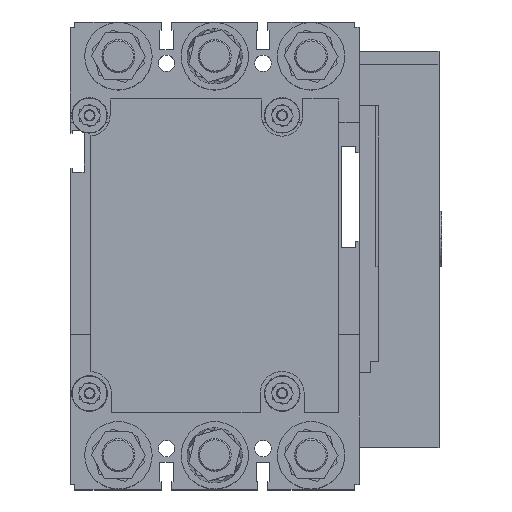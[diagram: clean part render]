
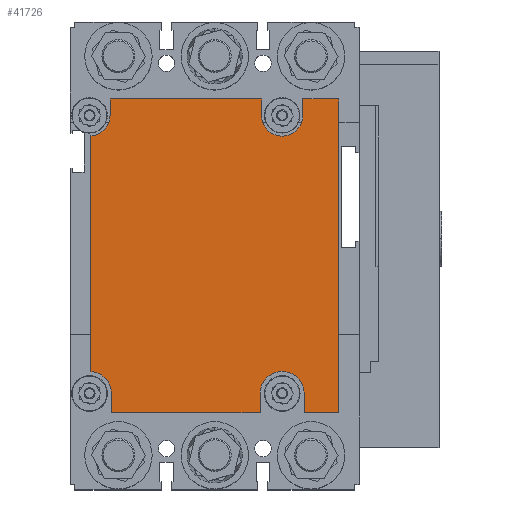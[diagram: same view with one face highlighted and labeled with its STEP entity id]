
A CAD part, top view. The second image highlights one B-rep face of the part: STEP entity #41726.
In plain terms, the highlighted planar face has unit normal (0, 0, 1).
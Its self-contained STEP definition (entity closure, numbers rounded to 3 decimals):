
#305 = DIRECTION ( 'NONE',  ( 0., -1., 0. ) ) ;
#822 = DIRECTION ( 'NONE',  ( 1., 0., 0. ) ) ;
#1001 = CARTESIAN_POINT ( 'NONE',  ( 65.869, 50.687, 179.321 ) ) ;
#1612 = ORIENTED_EDGE ( 'NONE', *, *, #22486, .T. ) ;
#1913 = VERTEX_POINT ( 'NONE', #9379 ) ;
#2279 = VECTOR ( 'NONE', #2686, 1000. ) ;
#2307 = DIRECTION ( 'NONE',  ( 0., -1., 0. ) ) ;
#2491 = LINE ( 'NONE', #3201, #20458 ) ;
#2615 = CARTESIAN_POINT ( 'NONE',  ( 86.369, 43.687, 179.321 ) ) ;
#2686 = DIRECTION ( 'NONE',  ( 0., -1., 0. ) ) ;
#3142 = CIRCLE ( 'NONE', #26917, 8.017 ) ;
#3201 = CARTESIAN_POINT ( 'NONE',  ( 58.371, 157.687, 179.321 ) ) ;
#3220 = VERTEX_POINT ( 'NONE', #24499 ) ;
#3558 = EDGE_CURVE ( 'NONE', #10840, #1913, #2491, .T. ) ;
#3928 = DIRECTION ( 'NONE',  ( 0., 0., -1. ) ) ;
#4692 = CARTESIAN_POINT ( 'NONE',  ( 73.886, 50.687, 179.321 ) ) ;
#4775 = CARTESIAN_POINT ( 'NONE',  ( 58.371, 157.687, 179.321 ) ) ;
#5510 = DIRECTION ( 'NONE',  ( 0., 1., 0. ) ) ;
#6862 = CARTESIAN_POINT ( 'NONE',  ( 3.834, 43.687, 179.321 ) ) ;
#7501 = ORIENTED_EDGE ( 'NONE', *, *, #36810, .T. ) ;
#7603 = VERTEX_POINT ( 'NONE', #30980 ) ;
#7721 = CARTESIAN_POINT ( 'NONE',  ( 65.869, 144.189, 179.321 ) ) ;
#8397 = VERTEX_POINT ( 'NONE', #33817 ) ;
#9031 = CARTESIAN_POINT ( 'NONE',  ( -4.131, 151.687, 179.321 ) ) ;
#9379 = CARTESIAN_POINT ( 'NONE',  ( 3.319, 157.687, 179.321 ) ) ;
#9574 = EDGE_CURVE ( 'NONE', #33314, #37636, #11640, .T. ) ;
#9741 = ORIENTED_EDGE ( 'NONE', *, *, #9574, .T. ) ;
#9762 = CARTESIAN_POINT ( 'NONE',  ( 65.869, 151.687, 179.321 ) ) ;
#9826 = VECTOR ( 'NONE', #25252, 1000. ) ;
#10075 = DIRECTION ( 'NONE',  ( 0., -1., 0. ) ) ;
#10432 = DIRECTION ( 'NONE',  ( 0., -1., 0. ) ) ;
#10468 = ORIENTED_EDGE ( 'NONE', *, *, #19789, .T. ) ;
#10604 = DIRECTION ( 'NONE',  ( -1., 0., 0. ) ) ;
#10840 = VERTEX_POINT ( 'NONE', #4775 ) ;
#11086 = VERTEX_POINT ( 'NONE', #32073 ) ;
#11122 = EDGE_CURVE ( 'NONE', #31090, #36947, #36866, .T. ) ;
#11302 = FACE_OUTER_BOUND ( 'NONE', #15889, .T. ) ;
#11363 = EDGE_CURVE ( 'NONE', #37340, #33314, #13721, .T. ) ;
#11640 = LINE ( 'NONE', #40403, #30045 ) ;
#12298 = VECTOR ( 'NONE', #28282, 1000. ) ;
#12839 = LINE ( 'NONE', #21908, #12298 ) ;
#12867 = CARTESIAN_POINT ( 'NONE',  ( 73.886, 50.687, 179.321 ) ) ;
#13110 = DIRECTION ( 'NONE',  ( 0., -1., 0. ) ) ;
#13203 = ORIENTED_EDGE ( 'NONE', *, *, #42328, .T. ) ;
#13290 = CARTESIAN_POINT ( 'NONE',  ( 65.869, 151.687, 179.321 ) ) ;
#13631 = ORIENTED_EDGE ( 'NONE', *, *, #11363, .T. ) ;
#13721 = LINE ( 'NONE', #25124, #34762 ) ;
#13982 = DIRECTION ( 'NONE',  ( 0., -1., 0. ) ) ;
#15005 = VERTEX_POINT ( 'NONE', #24291 ) ;
#15229 = LINE ( 'NONE', #27145, #28483 ) ;
#15337 = AXIS2_PLACEMENT_3D ( 'NONE', #9762, #19989, #305 ) ;
#15748 = PLANE ( 'NONE',  #29467 ) ;
#15870 = ORIENTED_EDGE ( 'NONE', *, *, #22745, .T. ) ;
#15889 = EDGE_LOOP ( 'NONE', ( #9741, #37256, #38825, #35833, #15870, #27666, #20573, #10468, #30877, #7501, #36505, #31185, #32286, #1612, #13203, #39157, #13631 ) ) ;
#16635 = VERTEX_POINT ( 'NONE', #4692 ) ;
#16785 = VERTEX_POINT ( 'NONE', #41065 ) ;
#17075 = DIRECTION ( 'NONE',  ( 0., -1., 0. ) ) ;
#17392 = VERTEX_POINT ( 'NONE', #6862 ) ;
#17409 = LINE ( 'NONE', #27470, #28648 ) ;
#17643 = CIRCLE ( 'NONE', #23236, 7.965 ) ;
#19127 = EDGE_CURVE ( 'NONE', #8397, #21104, #38087, .T. ) ;
#19378 = EDGE_CURVE ( 'NONE', #17392, #16785, #31303, .T. ) ;
#19518 = DIRECTION ( 'NONE',  ( 0., -1., 0. ) ) ;
#19789 = EDGE_CURVE ( 'NONE', #3220, #8397, #35883, .T. ) ;
#19817 = DIRECTION ( 'NONE',  ( 0., 0., -1. ) ) ;
#19963 = DIRECTION ( 'NONE',  ( 0., -1., 0. ) ) ;
#19989 = DIRECTION ( 'NONE',  ( 0., 0., -1. ) ) ;
#20023 = DIRECTION ( 'NONE',  ( -1., 0., 0. ) ) ;
#20458 = VECTOR ( 'NONE', #20023, 1000. ) ;
#20573 = ORIENTED_EDGE ( 'NONE', *, *, #29764, .T. ) ;
#21104 = VERTEX_POINT ( 'NONE', #24636 ) ;
#21313 = LINE ( 'NONE', #22459, #2279 ) ;
#21779 = EDGE_CURVE ( 'NONE', #37636, #28873, #21313, .T. ) ;
#21825 = DIRECTION ( 'NONE',  ( 0., 0., -1. ) ) ;
#21908 = CARTESIAN_POINT ( 'NONE',  ( 58.371, 151.687, 179.321 ) ) ;
#22018 = CARTESIAN_POINT ( 'NONE',  ( 57.852, 43.687, 179.321 ) ) ;
#22197 = DIRECTION ( 'NONE',  ( 0., 0., 1. ) ) ;
#22459 = CARTESIAN_POINT ( 'NONE',  ( 73.367, 157.687, 179.321 ) ) ;
#22486 = EDGE_CURVE ( 'NONE', #7603, #16635, #3142, .T. ) ;
#22493 = VECTOR ( 'NONE', #822, 1000. ) ;
#22745 = EDGE_CURVE ( 'NONE', #36947, #10840, #12839, .T. ) ;
#23236 = AXIS2_PLACEMENT_3D ( 'NONE', #40029, #3928, #10075 ) ;
#23574 = CARTESIAN_POINT ( 'NONE',  ( 86.369, 43.687, 179.321 ) ) ;
#24291 = CARTESIAN_POINT ( 'NONE',  ( 73.886, 43.687, 179.321 ) ) ;
#24499 = CARTESIAN_POINT ( 'NONE',  ( 3.319, 151.687, 179.321 ) ) ;
#24636 = CARTESIAN_POINT ( 'NONE',  ( -3.631, 58.637, 179.321 ) ) ;
#24832 = CARTESIAN_POINT ( 'NONE',  ( -3.631, 144.254, 179.321 ) ) ;
#25124 = CARTESIAN_POINT ( 'NONE',  ( 86.369, 157.687, 179.321 ) ) ;
#25252 = DIRECTION ( 'NONE',  ( 1., 0., 0. ) ) ;
#25507 = CIRCLE ( 'NONE', #29212, 7.498 ) ;
#26241 = VECTOR ( 'NONE', #41050, 1000. ) ;
#26917 = AXIS2_PLACEMENT_3D ( 'NONE', #1001, #30421, #10432 ) ;
#27145 = CARTESIAN_POINT ( 'NONE',  ( 3.319, 151.687, 179.321 ) ) ;
#27470 = CARTESIAN_POINT ( 'NONE',  ( 57.852, 43.687, 179.321 ) ) ;
#27511 = CARTESIAN_POINT ( 'NONE',  ( 58.371, 151.687, 179.321 ) ) ;
#27666 = ORIENTED_EDGE ( 'NONE', *, *, #3558, .T. ) ;
#28282 = DIRECTION ( 'NONE',  ( 0., 1., 0. ) ) ;
#28483 = VECTOR ( 'NONE', #13982, 1000. ) ;
#28648 = VECTOR ( 'NONE', #33806, 1000. ) ;
#28873 = VERTEX_POINT ( 'NONE', #42426 ) ;
#29120 = EDGE_CURVE ( 'NONE', #11086, #17392, #33784, .T. ) ;
#29129 = VECTOR ( 'NONE', #17075, 1000. ) ;
#29167 = EDGE_CURVE ( 'NONE', #16785, #7603, #17409, .T. ) ;
#29212 = AXIS2_PLACEMENT_3D ( 'NONE', #13290, #19817, #19963 ) ;
#29467 = AXIS2_PLACEMENT_3D ( 'NONE', #31872, #22197, #13110 ) ;
#29764 = EDGE_CURVE ( 'NONE', #1913, #3220, #15229, .T. ) ;
#30045 = VECTOR ( 'NONE', #10604, 1000. ) ;
#30121 = VECTOR ( 'NONE', #19518, 1000. ) ;
#30421 = DIRECTION ( 'NONE',  ( 0., 0., -1. ) ) ;
#30877 = ORIENTED_EDGE ( 'NONE', *, *, #19127, .T. ) ;
#30980 = CARTESIAN_POINT ( 'NONE',  ( 57.852, 50.687, 179.321 ) ) ;
#31090 = VERTEX_POINT ( 'NONE', #7721 ) ;
#31137 = LINE ( 'NONE', #23574, #22493 ) ;
#31185 = ORIENTED_EDGE ( 'NONE', *, *, #19378, .T. ) ;
#31303 = LINE ( 'NONE', #22018, #9826 ) ;
#31355 = CARTESIAN_POINT ( 'NONE',  ( 86.369, 157.687, 179.321 ) ) ;
#31872 = CARTESIAN_POINT ( 'NONE',  ( 65.869, 151.687, 179.321 ) ) ;
#32073 = CARTESIAN_POINT ( 'NONE',  ( 3.834, 50.687, 179.321 ) ) ;
#32286 = ORIENTED_EDGE ( 'NONE', *, *, #29167, .T. ) ;
#32620 = EDGE_CURVE ( 'NONE', #15005, #37340, #31137, .T. ) ;
#33314 = VERTEX_POINT ( 'NONE', #31355 ) ;
#33784 = LINE ( 'NONE', #40116, #29129 ) ;
#33806 = DIRECTION ( 'NONE',  ( 0., 1., 0. ) ) ;
#33817 = CARTESIAN_POINT ( 'NONE',  ( -3.631, 144.254, 179.321 ) ) ;
#34762 = VECTOR ( 'NONE', #5510, 1000. ) ;
#35319 = LINE ( 'NONE', #12867, #30121 ) ;
#35833 = ORIENTED_EDGE ( 'NONE', *, *, #11122, .T. ) ;
#35883 = CIRCLE ( 'NONE', #41061, 7.45 ) ;
#36505 = ORIENTED_EDGE ( 'NONE', *, *, #29120, .T. ) ;
#36810 = EDGE_CURVE ( 'NONE', #21104, #11086, #17643, .T. ) ;
#36866 = CIRCLE ( 'NONE', #15337, 7.498 ) ;
#36947 = VERTEX_POINT ( 'NONE', #27511 ) ;
#37249 = CARTESIAN_POINT ( 'NONE',  ( 73.367, 157.687, 179.321 ) ) ;
#37256 = ORIENTED_EDGE ( 'NONE', *, *, #21779, .T. ) ;
#37340 = VERTEX_POINT ( 'NONE', #2615 ) ;
#37636 = VERTEX_POINT ( 'NONE', #37249 ) ;
#38087 = LINE ( 'NONE', #24832, #26241 ) ;
#38825 = ORIENTED_EDGE ( 'NONE', *, *, #42260, .T. ) ;
#39157 = ORIENTED_EDGE ( 'NONE', *, *, #32620, .T. ) ;
#40029 = CARTESIAN_POINT ( 'NONE',  ( -4.131, 50.687, 179.321 ) ) ;
#40116 = CARTESIAN_POINT ( 'NONE',  ( 3.834, 50.687, 179.321 ) ) ;
#40403 = CARTESIAN_POINT ( 'NONE',  ( 86.369, 157.687, 179.321 ) ) ;
#41050 = DIRECTION ( 'NONE',  ( 0., -1., 0. ) ) ;
#41061 = AXIS2_PLACEMENT_3D ( 'NONE', #9031, #21825, #2307 ) ;
#41065 = CARTESIAN_POINT ( 'NONE',  ( 57.852, 43.687, 179.321 ) ) ;
#41726 = ADVANCED_FACE ( 'NONE', ( #11302 ), #15748, .T. ) ;
#42260 = EDGE_CURVE ( 'NONE', #28873, #31090, #25507, .T. ) ;
#42328 = EDGE_CURVE ( 'NONE', #16635, #15005, #35319, .T. ) ;
#42426 = CARTESIAN_POINT ( 'NONE',  ( 73.367, 151.687, 179.321 ) ) ;
